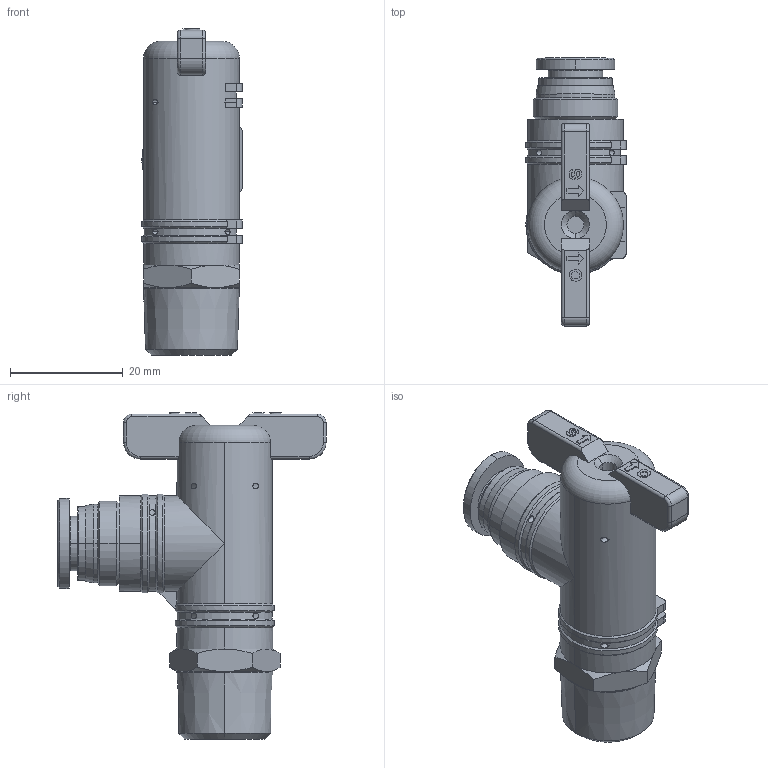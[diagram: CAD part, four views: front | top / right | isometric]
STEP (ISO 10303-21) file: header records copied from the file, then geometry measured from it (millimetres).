
FILE_DESCRIPTION((''),'2;1');
FILE_NAME('BL200803-mdt.stp','2017-07-24T19:14:15',(''),(''),'Mechanical Desktop 2009','Mechanical Desktop 2009',', , ');
FILE_SCHEMA(('CONFIG_CONTROL_DESIGN'));
Length unit declared in the file: millimetre
Products named in the file (9): BL200803-MDT; BL200803-MDTA; BC8-20; COLLAR-08C; 20-R03; 20-R02; BC6-20; COLLAR-06C; HA
Assembly tree (9 placements, depth 3):
  BL200803-MDT
    BL200803-MDTA
    BC8-20
      COLLAR-08C
    20-R03
    20-R02
    BC6-20  x2
      COLLAR-06C
    HA
Bounding box: 17.8 x 47.65 x 57.95 mm (x, y, z)
Volume: 17138.8 mm3; surface area: 5954 mm2
Topology: 1 solids, 3 shells, 365 faces, 946 edges, 600 vertices
Faces by surface type: plane 217, cylinder 93, cone 38, torus 12, bspline 5
Entity records: 12518 total; most frequent: CARTESIAN_POINT 3506, ORIENTED_EDGE 1892, DIRECTION 1785, EDGE_CURVE 946, VECTOR 635, LINE 635, VERTEX_POINT 600, AXIS2_PLACEMENT_3D 575
